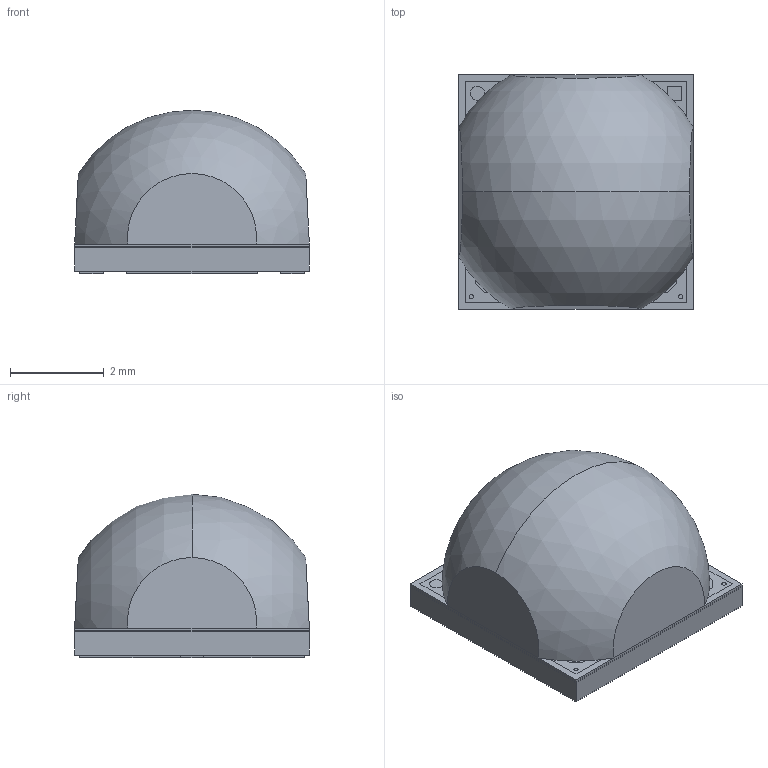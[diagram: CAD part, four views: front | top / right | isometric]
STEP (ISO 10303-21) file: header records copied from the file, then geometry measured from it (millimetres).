
FILE_DESCRIPTION (( 'STEP AP214' ), '1' );
FILE_NAME ('Cree LED XLamp XHP50.2.STEP', '2021-10-10T10:55:13', ( '' ), ( '' ), 'SwSTEP 2.0', 'SolidWorks 2021', '' );
FILE_SCHEMA (( 'AUTOMOTIVE_DESIGN' ));
Length unit declared in the file: millimetre
Products named in the file (11): 2500-00676_ASM.stp; 2500-00676-TT.stp; 2610-00073-DOME.stp; Cree LED XLamp XHP50.2.stp; 2500-00676-SMB.stp; Cree LED XLamp XHP50.2; 2500-00676-C.stp; 2500-00676-TS.stp; 2500-00676-SMB1.stp; 2500-00676-BT.stp; 1
Assembly tree (10 placements, depth 4):
  Cree LED XLamp XHP50.2
    Cree LED XLamp XHP50.2.stp
      2500-00676_ASM.stp
        2500-00676-C.stp
        2500-00676-BT.stp
        2500-00676-SMB.stp
        2500-00676-SMB1.stp
        2500-00676-TT.stp
        2500-00676-TS.stp
      2610-00073-DOME.stp
    1
Bounding box: 5 x 5 x 3.48 mm (x, y, z)
Volume: 63.6 mm3; surface area: 262.5 mm2
Topology: 26 solids, 26 shells, 386 faces, 994 edges, 660 vertices
Faces by surface type: plane 356, cylinder 28, sphere 2
Entity records: 12193 total; most frequent: CARTESIAN_POINT 2055, ORIENTED_EDGE 1988, DIRECTION 1863, EDGE_CURVE 994, VECTOR 927, LINE 927, VERTEX_POINT 660, AXIS2_PLACEMENT_3D 468
